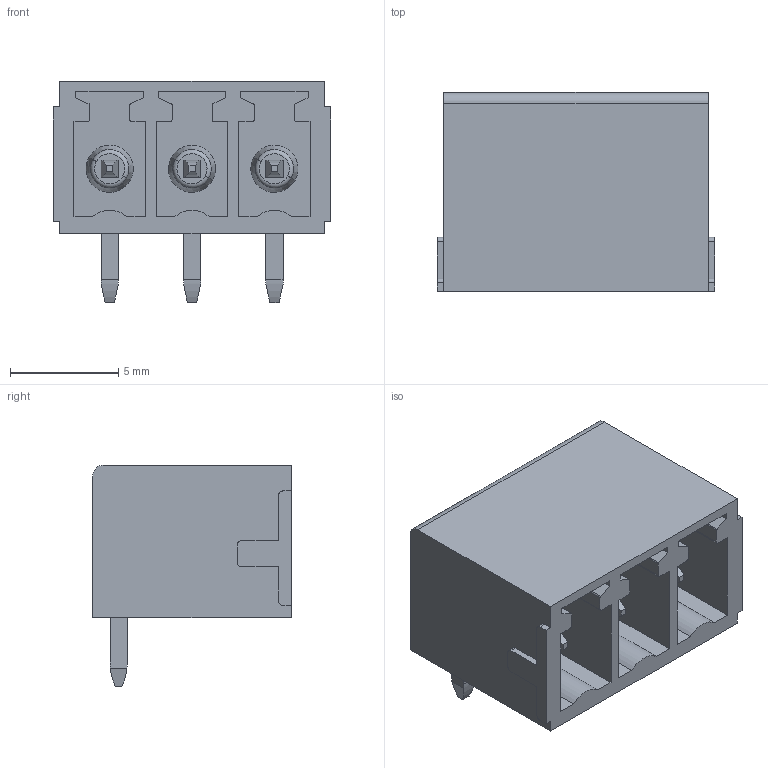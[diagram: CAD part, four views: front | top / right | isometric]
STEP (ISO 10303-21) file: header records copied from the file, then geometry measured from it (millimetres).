
FILE_DESCRIPTION(('CATIA V5 STEP Exchange','CAx-IF Rec.Pracs.--- Model Styling and Organization---1.4--- 2014-01-23'),'2;1');
FILE_NAME ('D1486651_0_1793250000_1793250000.stp','2021-05-20T07:54:36+00:00',('none'),('Weidmueller'),'CATIA Version 5-6 Release 2016 SP3 HF44','CATIA V5 STEP AP214','none');
FILE_SCHEMA(('AUTOMOTIVE_DESIGN { 1 0 10303 214 1 1 1 1 }'));
Length unit declared in the file: millimetre
Products named in the file (1): 1793250000
Bounding box: 12.82 x 9.2 x 10.25 mm (x, y, z)
Volume: 377.7 mm3; surface area: 1237.4 mm2
Topology: 4 solids, 4 shells, 266 faces, 761 edges, 512 vertices
Faces by surface type: plane 191, cylinder 63, cone 6, torus 6
Entity records: 8493 total; most frequent: CARTESIAN_POINT 1729, ORIENTED_EDGE 1522, DIRECTION 1134, EDGE_CURVE 761, VECTOR 599, LINE 599, VERTEX_POINT 512, AXIS2_PLACEMENT_3D 333
